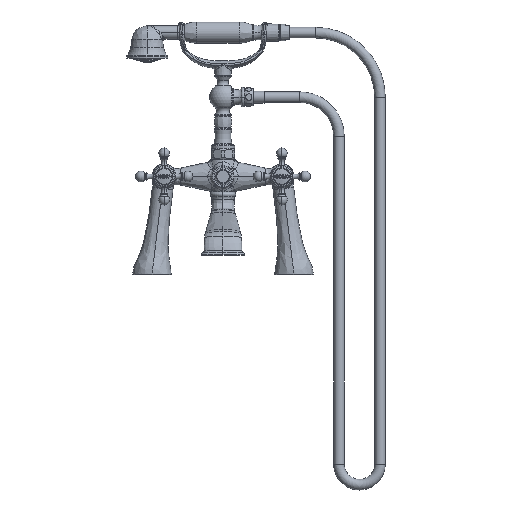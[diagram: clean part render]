
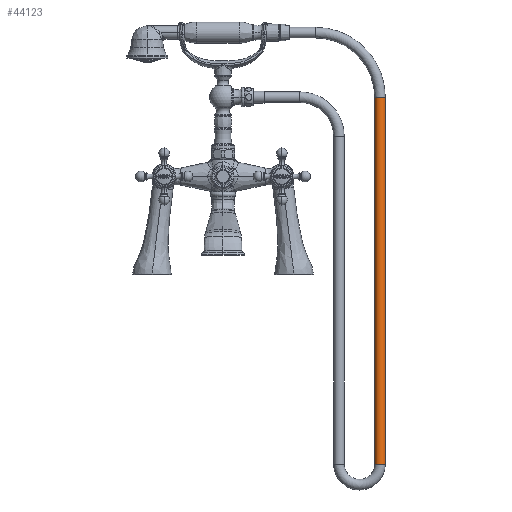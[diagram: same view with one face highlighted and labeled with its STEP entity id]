
A CAD part, top view. The second image highlights one B-rep face of the part: STEP entity #44123.
In plain terms, the highlighted cylindrical face has radius 6.858 mm (diameter 13.716 mm), a partial arc.
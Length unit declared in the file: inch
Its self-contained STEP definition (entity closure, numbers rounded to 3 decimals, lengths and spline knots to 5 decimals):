
#14384=DIRECTION('',(0.,-1.,0.));
#14385=VECTOR('',#14384,18.713);
#14386=CARTESIAN_POINT('',(7.73343,4.04827,0.));
#14387=LINE('',#14386,#14385);
#14388=CARTESIAN_POINT('',(8.00343,4.04827,0.));
#14389=DIRECTION('',(0.,-1.,0.));
#14390=DIRECTION('',(1.,0.,0.));
#14391=AXIS2_PLACEMENT_3D('',#14388,#14389,#14390);
#14393=DIRECTION('',(0.,-1.,0.));
#14394=VECTOR('',#14393,18.713);
#14395=CARTESIAN_POINT('',(8.27343,4.04827,0.));
#14396=LINE('',#14395,#14394);
#14397=CARTESIAN_POINT('',(8.00343,-14.66473,0.));
#14398=DIRECTION('',(0.,-1.,0.));
#14399=DIRECTION('',(1.,0.,0.));
#14400=AXIS2_PLACEMENT_3D('',#14397,#14398,#14399);
#16507=CARTESIAN_POINT('',(7.73343,4.04827,0.));
#16508=CARTESIAN_POINT('',(8.27343,4.04827,0.));
#16509=VERTEX_POINT('',#16507);
#16510=VERTEX_POINT('',#16508);
#16511=CARTESIAN_POINT('',(7.73343,-14.66473,0.));
#16512=VERTEX_POINT('',#16511);
#16513=CARTESIAN_POINT('',(8.27343,-14.66473,0.));
#16514=VERTEX_POINT('',#16513);
#44111=CARTESIAN_POINT('',(8.00343,4.04827,0.));
#44112=DIRECTION('',(0.,-1.,0.));
#44113=DIRECTION('',(-1.,0.,0.));
#44114=AXIS2_PLACEMENT_3D('',#44111,#44112,#44113);
#44115=CYLINDRICAL_SURFACE('',#44114,0.27);
#44116=ORIENTED_EDGE('',*,*,#44076,.F.);
#44117=ORIENTED_EDGE('',*,*,#44106,.T.);
#44119=ORIENTED_EDGE('',*,*,#44118,.T.);
#44120=ORIENTED_EDGE('',*,*,#44102,.F.);
#44121=EDGE_LOOP('',(#44116,#44117,#44119,#44120));
#44122=FACE_OUTER_BOUND('',#44121,.F.);
#44123=ADVANCED_FACE('',(#44122),#44115,.T.);
#14392=CIRCLE('',#14391,0.27);
#14401=CIRCLE('',#14400,0.27);
#44076=EDGE_CURVE('',#16510,#16509,#14392,.T.);
#44102=EDGE_CURVE('',#16509,#16512,#14387,.T.);
#44106=EDGE_CURVE('',#16510,#16514,#14396,.T.);
#44118=EDGE_CURVE('',#16514,#16512,#14401,.T.);
